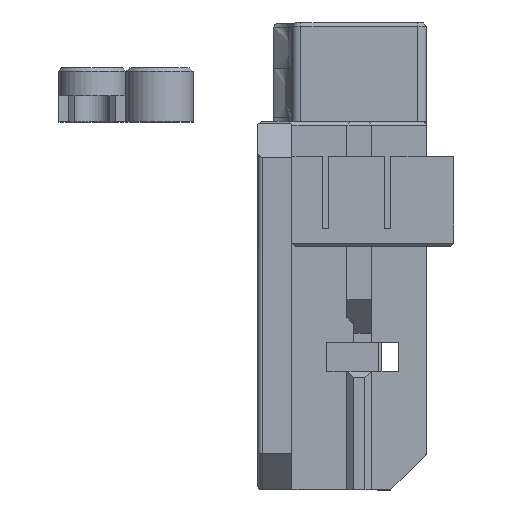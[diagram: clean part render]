
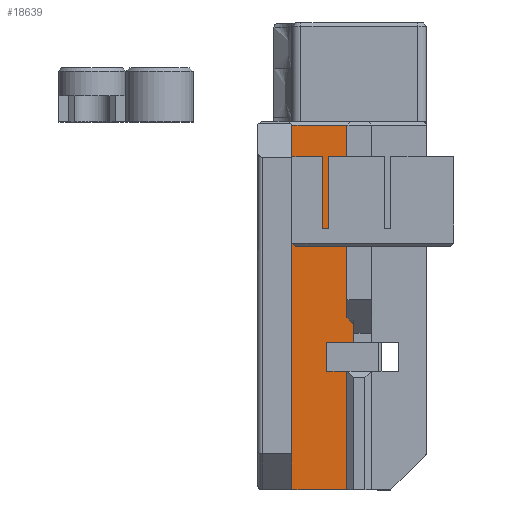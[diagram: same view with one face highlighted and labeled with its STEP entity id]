
A CAD part, top view. The second image highlights one B-rep face of the part: STEP entity #18639.
In plain terms, the highlighted face is planar.
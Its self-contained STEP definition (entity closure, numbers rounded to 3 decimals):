
#3132=FACE_OUTER_BOUND('',#4255,.T.);
#4255=EDGE_LOOP('',(#14404,#14405,#14406,#14407,#14408,#14409,#14410,#14411));
#5591=LINE('',#34903,#6937);
#5614=LINE('',#34950,#6960);
#5618=LINE('',#34958,#6964);
#5619=LINE('',#34960,#6965);
#5620=LINE('',#34962,#6966);
#5621=LINE('',#34964,#6967);
#5622=LINE('',#34966,#6968);
#5623=LINE('',#34967,#6969);
#6937=VECTOR('',#23546,10.);
#6960=VECTOR('',#23583,10.);
#6964=VECTOR('',#23589,1000.);
#6965=VECTOR('',#23590,1000.);
#6966=VECTOR('',#23591,10.);
#6967=VECTOR('',#23592,10.);
#6968=VECTOR('',#23593,10.);
#6969=VECTOR('',#23594,10.);
#8293=VERTEX_POINT('',#34820);
#8313=VERTEX_POINT('',#34899);
#8330=VERTEX_POINT('',#34949);
#8333=VERTEX_POINT('',#34957);
#8334=VERTEX_POINT('',#34959);
#8335=VERTEX_POINT('',#34961);
#8336=VERTEX_POINT('',#34963);
#8337=VERTEX_POINT('',#34965);
#10524=EDGE_CURVE('',#8313,#8293,#5591,.T.);
#10547=EDGE_CURVE('',#8293,#8330,#5614,.T.);
#10551=EDGE_CURVE('',#8333,#8313,#5618,.T.);
#10552=EDGE_CURVE('',#8334,#8333,#5619,.T.);
#10553=EDGE_CURVE('',#8334,#8335,#5620,.F.);
#10554=EDGE_CURVE('',#8335,#8336,#5621,.T.);
#10555=EDGE_CURVE('',#8336,#8337,#5622,.T.);
#10556=EDGE_CURVE('',#8330,#8337,#5623,.T.);
#14404=ORIENTED_EDGE('',*,*,#10524,.F.);
#14405=ORIENTED_EDGE('',*,*,#10551,.F.);
#14406=ORIENTED_EDGE('',*,*,#10552,.F.);
#14407=ORIENTED_EDGE('',*,*,#10553,.T.);
#14408=ORIENTED_EDGE('',*,*,#10554,.T.);
#14409=ORIENTED_EDGE('',*,*,#10555,.T.);
#14410=ORIENTED_EDGE('',*,*,#10556,.F.);
#14411=ORIENTED_EDGE('',*,*,#10547,.F.);
#18064=PLANE('',#20194);
#18639=ADVANCED_FACE('',(#3132),#18064,.T.);
#20194=AXIS2_PLACEMENT_3D('',#34956,#23587,#23588);
#23546=DIRECTION('',(1.,0.,0.));
#23583=DIRECTION('',(0.,0.,-1.));
#23587=DIRECTION('center_axis',(0.,-1.,0.));
#23588=DIRECTION('ref_axis',(1.,0.,0.));
#23589=DIRECTION('',(0.,0.,1.));
#23590=DIRECTION('',(-1.,0.,0.));
#23591=DIRECTION('',(0.,0.,-1.));
#23592=DIRECTION('',(-1.,0.,0.));
#23593=DIRECTION('',(0.,0.,1.));
#23594=DIRECTION('',(-1.,0.,0.));
#34820=CARTESIAN_POINT('',(6.875,-3.9,3.6));
#34899=CARTESIAN_POINT('',(0.,-3.9,3.6));
#34903=CARTESIAN_POINT('',(3.163,-3.9,3.6));
#34949=CARTESIAN_POINT('',(6.875,-3.9,-20.55));
#34950=CARTESIAN_POINT('',(6.875,-3.9,-14.55));
#34956=CARTESIAN_POINT('Origin',(0.,-3.9,
-37.));
#34957=CARTESIAN_POINT('',(0.,-3.9,-37.));
#34958=CARTESIAN_POINT('',(0.,-3.9,-37.));
#34959=CARTESIAN_POINT('',(6.075,-3.9,-37.));
#34960=CARTESIAN_POINT('',(0.,-3.9,-37.));
#34961=CARTESIAN_POINT('',(6.075,-3.9,-23.8));
#34962=CARTESIAN_POINT('',(6.075,-3.9,-37.952));
#34963=CARTESIAN_POINT('',(3.875,-3.9,-23.8));
#34964=CARTESIAN_POINT('',(1.937,-3.9,-23.8));
#34965=CARTESIAN_POINT('',(3.875,-3.9,-20.55));
#34966=CARTESIAN_POINT('',(3.875,-3.9,-25.775));
#34967=CARTESIAN_POINT('',(5.937,-3.9,-20.55));
